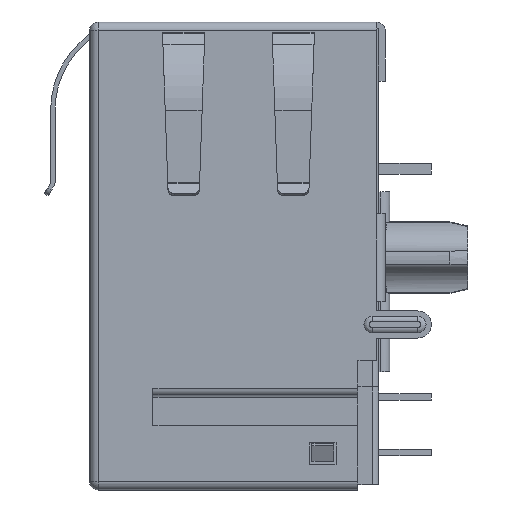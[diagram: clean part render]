
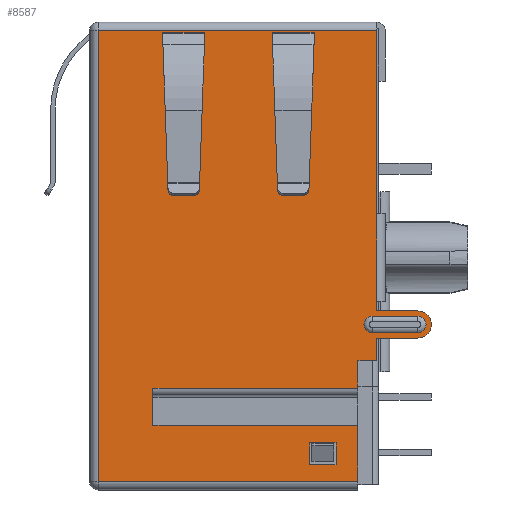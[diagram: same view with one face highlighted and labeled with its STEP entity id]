
A CAD part, left-side view. The second image highlights one B-rep face of the part: STEP entity #8587.
In plain terms, the highlighted planar face has unit normal (-1, 0, 0).
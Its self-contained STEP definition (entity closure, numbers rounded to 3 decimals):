
#583=DIRECTION('',(0.,0.,1.));
#584=VECTOR('',#583,1.03);
#585=CARTESIAN_POINT('',(-7.95,-6.35,-15.45));
#586=LINE('',#585,#584);
#599=DIRECTION('',(0.,0.,1.));
#600=VECTOR('',#599,0.43);
#601=CARTESIAN_POINT('',(-7.95,-6.35,-13.18));
#602=LINE('',#601,#600);
#615=DIRECTION('',(0.,0.,1.));
#616=VECTOR('',#615,8.35);
#617=CARTESIAN_POINT('',(-7.95,-6.35,-8.75));
#618=LINE('',#617,#616);
#668=DIRECTION('',(0.,1.,0.));
#669=VECTOR('',#668,1.915);
#670=CARTESIAN_POINT('',(-7.95,1.5,-0.487));
#671=LINE('',#670,#669);
#672=DIRECTION('',(0.,0.035,0.999));
#673=VECTOR('',#672,0.296);
#674=CARTESIAN_POINT('',(-7.95,3.405,-0.783));
#675=LINE('',#674,#673);
#676=DIRECTION('',(0.,-1.,0.));
#677=VECTOR('',#676,1.905);
#678=CARTESIAN_POINT('',(-7.95,3.405,-0.783));
#679=LINE('',#678,#677);
#680=DIRECTION('',(0.,0.,1.));
#681=VECTOR('',#680,0.296);
#682=CARTESIAN_POINT('',(-7.95,1.5,-0.783));
#683=LINE('',#682,#681);
#684=DIRECTION('',(0.,1.,0.));
#685=VECTOR('',#684,1.915);
#686=CARTESIAN_POINT('',(-7.95,-3.5,-0.487));
#687=LINE('',#686,#685);
#688=DIRECTION('',(0.,0.035,0.999));
#689=VECTOR('',#688,0.296);
#690=CARTESIAN_POINT('',(-7.95,-1.595,-0.783));
#691=LINE('',#690,#689);
#692=DIRECTION('',(0.,1.,0.));
#693=VECTOR('',#692,1.905);
#694=CARTESIAN_POINT('',(-7.95,-3.5,-0.783));
#695=LINE('',#694,#693);
#696=DIRECTION('',(0.,0.,1.));
#697=VECTOR('',#696,0.296);
#698=CARTESIAN_POINT('',(-7.95,-3.5,-0.783));
#699=LINE('',#698,#697);
#700=DIRECTION('',(0.,-1.,0.));
#701=VECTOR('',#700,1.2);
#702=CARTESIAN_POINT('',(-7.95,-3.3,-19.2));
#703=LINE('',#702,#701);
#704=DIRECTION('',(0.,0.,1.));
#705=VECTOR('',#704,1.);
#706=CARTESIAN_POINT('',(-7.95,-3.3,-20.2));
#707=LINE('',#706,#705);
#708=DIRECTION('',(0.,1.,0.));
#709=VECTOR('',#708,1.2);
#710=CARTESIAN_POINT('',(-7.95,-4.5,-20.2));
#711=LINE('',#710,#709);
#712=DIRECTION('',(0.,0.,-1.));
#713=VECTOR('',#712,1.);
#714=CARTESIAN_POINT('',(-7.95,-4.5,-19.2));
#715=LINE('',#714,#713);
#716=DIRECTION('',(0.,-1.,0.));
#717=VECTOR('',#716,11.85);
#718=CARTESIAN_POINT('',(-7.95,6.35,-20.95));
#719=LINE('',#718,#717);
#720=DIRECTION('',(0.,0.,-1.));
#721=VECTOR('',#720,20.55);
#722=CARTESIAN_POINT('',(-7.95,6.35,-0.4));
#723=LINE('',#722,#721);
#724=DIRECTION('',(0.,1.,0.));
#725=VECTOR('',#724,12.7);
#726=CARTESIAN_POINT('',(-7.95,-6.35,-0.4));
#727=LINE('',#726,#725);
#728=DIRECTION('',(0.,0.,1.));
#729=VECTOR('',#728,4.);
#730=CARTESIAN_POINT('',(-7.95,-6.35,-12.75));
#731=LINE('',#730,#729);
#732=DIRECTION('',(0.,-1.,0.));
#733=VECTOR('',#732,1.88);
#734=CARTESIAN_POINT('',(-7.95,-6.35,-13.18));
#735=LINE('',#734,#733);
#736=CARTESIAN_POINT('',(-7.95,-8.23,-13.8));
#737=DIRECTION('',(-1.,0.,0.));
#738=DIRECTION('',(0.,0.,-1.));
#739=AXIS2_PLACEMENT_3D('',#736,#737,#738);
#741=DIRECTION('',(0.,-1.,0.));
#742=VECTOR('',#741,0.85);
#743=CARTESIAN_POINT('',(-7.95,-5.5,-15.45));
#744=LINE('',#743,#742);
#745=DIRECTION('',(0.,0.,1.));
#746=VECTOR('',#745,1.25);
#747=CARTESIAN_POINT('',(-7.95,-5.5,-16.7));
#748=LINE('',#747,#746);
#749=DIRECTION('',(0.,-1.,0.));
#750=VECTOR('',#749,9.35);
#751=CARTESIAN_POINT('',(-7.95,3.85,-16.7));
#752=LINE('',#751,#750);
#753=DIRECTION('',(0.,0.,1.));
#754=VECTOR('',#753,1.7);
#755=CARTESIAN_POINT('',(-7.95,3.85,-18.4));
#756=LINE('',#755,#754);
#757=DIRECTION('',(0.,-1.,0.));
#758=VECTOR('',#757,9.35);
#759=CARTESIAN_POINT('',(-7.95,3.85,-18.4));
#760=LINE('',#759,#758);
#761=DIRECTION('',(0.,0.,1.));
#762=VECTOR('',#761,2.55);
#763=CARTESIAN_POINT('',(-7.95,-5.5,-20.95));
#764=LINE('',#763,#762);
#765=DIRECTION('',(0.,1.,0.));
#766=VECTOR('',#765,2.08);
#767=CARTESIAN_POINT('',(-7.95,-8.23,-13.423));
#768=LINE('',#767,#766);
#769=CARTESIAN_POINT('',(-7.95,-6.15,-13.8));
#770=DIRECTION('',(-1.,0.,0.));
#771=DIRECTION('',(0.,0.,1.));
#772=AXIS2_PLACEMENT_3D('',#769,#770,#771);
#774=DIRECTION('',(0.,-1.,0.));
#775=VECTOR('',#774,2.08);
#776=CARTESIAN_POINT('',(-7.95,-6.15,-14.177));
#777=LINE('',#776,#775);
#778=CARTESIAN_POINT('',(-7.95,-8.23,-13.8));
#779=DIRECTION('',(-1.,0.,0.));
#780=DIRECTION('',(0.,0.,-1.));
#781=AXIS2_PLACEMENT_3D('',#778,#779,#780);
#5828=DIRECTION('',(0.,-1.,0.));
#5829=VECTOR('',#5828,1.88);
#5830=CARTESIAN_POINT('',(-7.95,-6.35,-14.42));
#5831=LINE('',#5830,#5829);
#6280=CARTESIAN_POINT('',(-7.95,-3.5,-0.783));
#6281=CARTESIAN_POINT('',(-7.95,-3.5,-0.487));
#6282=VERTEX_POINT('',#6280);
#6283=VERTEX_POINT('',#6281);
#6306=CARTESIAN_POINT('',(-7.95,6.35,-20.95));
#6307=CARTESIAN_POINT('',(-7.95,-5.5,-20.95));
#6308=VERTEX_POINT('',#6306);
#6309=VERTEX_POINT('',#6307);
#6310=CARTESIAN_POINT('',(-7.95,-6.35,-0.4));
#6311=CARTESIAN_POINT('',(-7.95,6.35,-0.4));
#6312=VERTEX_POINT('',#6310);
#6313=VERTEX_POINT('',#6311);
#6584=CARTESIAN_POINT('',(-7.95,-1.595,-0.783));
#6586=VERTEX_POINT('',#6584);
#6600=CARTESIAN_POINT('',(-7.95,-1.585,-0.487));
#6601=VERTEX_POINT('',#6600);
#6602=CARTESIAN_POINT('',(-7.95,3.405,-0.783));
#6603=CARTESIAN_POINT('',(-7.95,3.415,-0.487));
#6604=VERTEX_POINT('',#6602);
#6605=VERTEX_POINT('',#6603);
#6607=CARTESIAN_POINT('',(-7.95,1.5,-0.487));
#6609=VERTEX_POINT('',#6607);
#6614=CARTESIAN_POINT('',(-7.95,1.5,-0.783));
#6615=VERTEX_POINT('',#6614);
#6803=CARTESIAN_POINT('',(-7.95,-6.35,-8.75));
#6805=VERTEX_POINT('',#6803);
#6807=CARTESIAN_POINT('',(-7.95,-6.35,-12.75));
#6809=VERTEX_POINT('',#6807);
#6871=CARTESIAN_POINT('',(-7.95,-6.35,-14.42));
#6873=VERTEX_POINT('',#6871);
#6877=CARTESIAN_POINT('',(-7.95,-6.35,-13.18));
#6878=VERTEX_POINT('',#6877);
#6891=CARTESIAN_POINT('',(-7.95,-8.23,-14.42));
#6892=VERTEX_POINT('',#6891);
#6893=CARTESIAN_POINT('',(-7.95,-8.23,-13.18));
#6894=VERTEX_POINT('',#6893);
#6923=CARTESIAN_POINT('',(-7.95,3.85,-18.4));
#6924=CARTESIAN_POINT('',(-7.95,3.85,-16.7));
#6925=VERTEX_POINT('',#6923);
#6926=VERTEX_POINT('',#6924);
#6935=CARTESIAN_POINT('',(-7.95,-6.35,-15.45));
#6937=VERTEX_POINT('',#6935);
#6939=CARTESIAN_POINT('',(-7.95,-5.5,-15.45));
#6940=VERTEX_POINT('',#6939);
#6961=CARTESIAN_POINT('',(-7.95,-5.5,-16.7));
#6962=VERTEX_POINT('',#6961);
#6975=CARTESIAN_POINT('',(-7.95,-5.5,-18.4));
#6977=VERTEX_POINT('',#6975);
#7015=CARTESIAN_POINT('',(-7.95,-3.3,-19.2));
#7016=VERTEX_POINT('',#7015);
#7017=CARTESIAN_POINT('',(-7.95,-4.5,-19.2));
#7018=VERTEX_POINT('',#7017);
#7019=CARTESIAN_POINT('',(-7.95,-4.5,-20.2));
#7020=VERTEX_POINT('',#7019);
#7021=CARTESIAN_POINT('',(-7.95,-3.3,-20.2));
#7022=VERTEX_POINT('',#7021);
#7746=CARTESIAN_POINT('',(-7.95,-8.23,-13.423));
#7747=CARTESIAN_POINT('',(-7.95,-6.15,-13.423));
#7748=VERTEX_POINT('',#7746);
#7749=VERTEX_POINT('',#7747);
#7752=CARTESIAN_POINT('',(-7.95,-6.15,-14.177));
#7753=VERTEX_POINT('',#7752);
#7756=CARTESIAN_POINT('',(-7.95,-8.23,-14.177));
#7757=VERTEX_POINT('',#7756);
#8512=CARTESIAN_POINT('',(-7.95,-6.35,0.));
#8513=DIRECTION('',(-1.,0.,0.));
#8514=DIRECTION('',(0.,0.,-1.));
#8515=AXIS2_PLACEMENT_3D('',#8512,#8513,#8514);
#8516=PLANE('',#8515);
#8518=ORIENTED_EDGE('',*,*,#8517,.F.);
#8520=ORIENTED_EDGE('',*,*,#8519,.F.);
#8521=ORIENTED_EDGE('',*,*,#8502,.F.);
#8522=ORIENTED_EDGE('',*,*,#8456,.F.);
#8524=ORIENTED_EDGE('',*,*,#8523,.F.);
#8525=ORIENTED_EDGE('',*,*,#8448,.F.);
#8527=ORIENTED_EDGE('',*,*,#8526,.T.);
#8529=ORIENTED_EDGE('',*,*,#8528,.F.);
#8531=ORIENTED_EDGE('',*,*,#8530,.F.);
#8532=ORIENTED_EDGE('',*,*,#8440,.F.);
#8534=ORIENTED_EDGE('',*,*,#8533,.F.);
#8536=ORIENTED_EDGE('',*,*,#8535,.F.);
#8538=ORIENTED_EDGE('',*,*,#8537,.F.);
#8540=ORIENTED_EDGE('',*,*,#8539,.F.);
#8542=ORIENTED_EDGE('',*,*,#8541,.T.);
#8544=ORIENTED_EDGE('',*,*,#8543,.F.);
#8545=EDGE_LOOP('',(#8518,#8520,#8521,#8522,#8524,#8525,#8527,#8529,#8531,#8532,
#8534,#8536,#8538,#8540,#8542,#8544));
#8546=FACE_OUTER_BOUND('',#8545,.F.);
#8548=ORIENTED_EDGE('',*,*,#8547,.T.);
#8550=ORIENTED_EDGE('',*,*,#8549,.F.);
#8552=ORIENTED_EDGE('',*,*,#8551,.F.);
#8554=ORIENTED_EDGE('',*,*,#8553,.T.);
#8555=EDGE_LOOP('',(#8548,#8550,#8552,#8554));
#8556=FACE_BOUND('',#8555,.F.);
#8558=ORIENTED_EDGE('',*,*,#8557,.F.);
#8560=ORIENTED_EDGE('',*,*,#8559,.F.);
#8562=ORIENTED_EDGE('',*,*,#8561,.F.);
#8564=ORIENTED_EDGE('',*,*,#8563,.F.);
#8565=EDGE_LOOP('',(#8558,#8560,#8562,#8564));
#8566=FACE_BOUND('',#8565,.F.);
#8568=ORIENTED_EDGE('',*,*,#8567,.T.);
#8570=ORIENTED_EDGE('',*,*,#8569,.F.);
#8572=ORIENTED_EDGE('',*,*,#8571,.T.);
#8574=ORIENTED_EDGE('',*,*,#8573,.T.);
#8575=EDGE_LOOP('',(#8568,#8570,#8572,#8574));
#8576=FACE_BOUND('',#8575,.F.);
#8578=ORIENTED_EDGE('',*,*,#8577,.T.);
#8580=ORIENTED_EDGE('',*,*,#8579,.T.);
#8582=ORIENTED_EDGE('',*,*,#8581,.T.);
#8584=ORIENTED_EDGE('',*,*,#8583,.T.);
#8585=EDGE_LOOP('',(#8578,#8580,#8582,#8584));
#8586=FACE_BOUND('',#8585,.F.);
#740=CIRCLE('',#739,0.62);
#773=CIRCLE('',#772,0.377);
#782=CIRCLE('',#781,0.377);
#8440=EDGE_CURVE('',#6937,#6873,#586,.T.);
#8448=EDGE_CURVE('',#6878,#6809,#602,.T.);
#8456=EDGE_CURVE('',#6805,#6312,#618,.T.);
#8502=EDGE_CURVE('',#6312,#6313,#727,.T.);
#8517=EDGE_CURVE('',#6308,#6309,#719,.T.);
#8519=EDGE_CURVE('',#6313,#6308,#723,.T.);
#8523=EDGE_CURVE('',#6809,#6805,#731,.T.);
#8526=EDGE_CURVE('',#6878,#6894,#735,.T.);
#8528=EDGE_CURVE('',#6892,#6894,#740,.T.);
#8530=EDGE_CURVE('',#6873,#6892,#5831,.T.);
#8533=EDGE_CURVE('',#6940,#6937,#744,.T.);
#8535=EDGE_CURVE('',#6962,#6940,#748,.T.);
#8537=EDGE_CURVE('',#6926,#6962,#752,.T.);
#8539=EDGE_CURVE('',#6925,#6926,#756,.T.);
#8541=EDGE_CURVE('',#6925,#6977,#760,.T.);
#8543=EDGE_CURVE('',#6309,#6977,#764,.T.);
#8547=EDGE_CURVE('',#6283,#6601,#687,.T.);
#8549=EDGE_CURVE('',#6586,#6601,#691,.T.);
#8551=EDGE_CURVE('',#6282,#6586,#695,.T.);
#8553=EDGE_CURVE('',#6282,#6283,#699,.T.);
#8557=EDGE_CURVE('',#7016,#7018,#703,.T.);
#8559=EDGE_CURVE('',#7022,#7016,#707,.T.);
#8561=EDGE_CURVE('',#7020,#7022,#711,.T.);
#8563=EDGE_CURVE('',#7018,#7020,#715,.T.);
#8567=EDGE_CURVE('',#6609,#6605,#671,.T.);
#8569=EDGE_CURVE('',#6604,#6605,#675,.T.);
#8571=EDGE_CURVE('',#6604,#6615,#679,.T.);
#8573=EDGE_CURVE('',#6615,#6609,#683,.T.);
#8577=EDGE_CURVE('',#7748,#7749,#768,.T.);
#8579=EDGE_CURVE('',#7749,#7753,#773,.T.);
#8581=EDGE_CURVE('',#7753,#7757,#777,.T.);
#8583=EDGE_CURVE('',#7757,#7748,#782,.T.);
#8587=ADVANCED_FACE('',(#8546,#8556,#8566,#8576,#8586),#8516,.T.);
